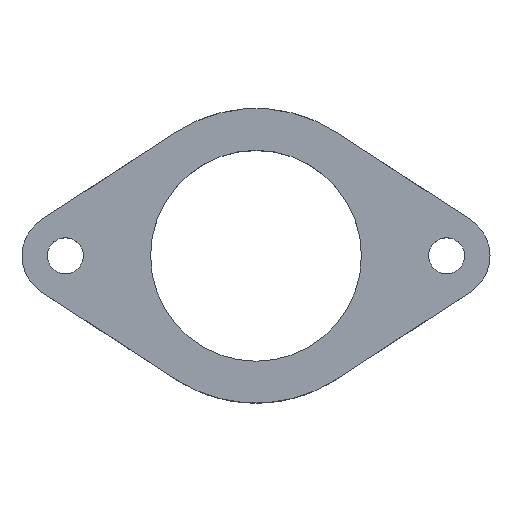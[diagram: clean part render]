
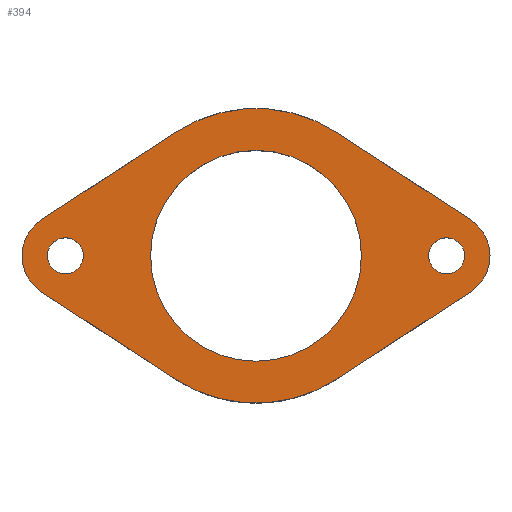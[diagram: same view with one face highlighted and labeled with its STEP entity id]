
A CAD part, top view. The second image highlights one B-rep face of the part: STEP entity #394.
In plain terms, the highlighted planar face has unit normal (0, 0, 1).
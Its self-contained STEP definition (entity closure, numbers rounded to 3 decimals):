
#92=FACE_BOUND('',#174,.T.);
#93=FACE_BOUND('',#175,.T.);
#94=FACE_BOUND('',#176,.T.);
#100=LINE('',#667,#120);
#103=LINE('',#673,#123);
#106=LINE('',#679,#126);
#109=LINE('',#685,#129);
#120=VECTOR('',#513,10.);
#123=VECTOR('',#518,10.);
#126=VECTOR('',#523,10.);
#129=VECTOR('',#528,10.);
#142=PLANE('',#445);
#155=FACE_OUTER_BOUND('',#173,.T.);
#173=EDGE_LOOP('',(#348,#349,#350,#351,#352,#353,#354,#355));
#174=EDGE_LOOP('',(#356));
#175=EDGE_LOOP('',(#357));
#176=EDGE_LOOP('',(#358));
#191=CIRCLE('',#440,1.5);
#192=CIRCLE('',#442,1.5);
#193=CIRCLE('',#444,0.625);
#194=CIRCLE('',#446,5.1);
#195=CIRCLE('',#447,5.1);
#196=CIRCLE('',#448,3.65);
#197=CIRCLE('',#449,0.625);
#242=VERTEX_POINT('',#665);
#243=VERTEX_POINT('',#666);
#244=VERTEX_POINT('',#671);
#245=VERTEX_POINT('',#672);
#246=VERTEX_POINT('',#677);
#247=VERTEX_POINT('',#678);
#248=VERTEX_POINT('',#683);
#249=VERTEX_POINT('',#684);
#250=VERTEX_POINT('',#693);
#251=VERTEX_POINT('',#699);
#252=VERTEX_POINT('',#701);
#272=EDGE_CURVE('',#242,#243,#100,.T.);
#275=EDGE_CURVE('',#244,#245,#103,.T.);
#278=EDGE_CURVE('',#246,#247,#106,.T.);
#281=EDGE_CURVE('',#248,#249,#109,.T.);
#284=EDGE_CURVE('',#243,#244,#191,.T.);
#285=EDGE_CURVE('',#249,#246,#192,.T.);
#287=EDGE_CURVE('',#250,#250,#193,.T.);
#288=EDGE_CURVE('',#245,#248,#194,.T.);
#289=EDGE_CURVE('',#247,#242,#195,.T.);
#290=EDGE_CURVE('',#251,#251,#196,.T.);
#291=EDGE_CURVE('',#252,#252,#197,.T.);
#348=ORIENTED_EDGE('',*,*,#284,.T.);
#349=ORIENTED_EDGE('',*,*,#275,.T.);
#350=ORIENTED_EDGE('',*,*,#288,.T.);
#351=ORIENTED_EDGE('',*,*,#281,.T.);
#352=ORIENTED_EDGE('',*,*,#285,.T.);
#353=ORIENTED_EDGE('',*,*,#278,.T.);
#354=ORIENTED_EDGE('',*,*,#289,.T.);
#355=ORIENTED_EDGE('',*,*,#272,.T.);
#356=ORIENTED_EDGE('',*,*,#290,.T.);
#357=ORIENTED_EDGE('',*,*,#291,.T.);
#358=ORIENTED_EDGE('',*,*,#287,.T.);
#394=ADVANCED_FACE('',(#155,#92,#93,#94),#142,.T.);
#440=AXIS2_PLACEMENT_3D('',#689,#533,#534);
#442=AXIS2_PLACEMENT_3D('',#691,#537,#538);
#444=AXIS2_PLACEMENT_3D('',#695,#542,#543);
#445=AXIS2_PLACEMENT_3D('',#696,#544,#545);
#446=AXIS2_PLACEMENT_3D('',#697,#546,#547);
#447=AXIS2_PLACEMENT_3D('',#698,#548,#549);
#448=AXIS2_PLACEMENT_3D('',#700,#550,#551);
#449=AXIS2_PLACEMENT_3D('',#702,#552,#553);
#513=DIRECTION('',(0.838,0.545,0.));
#518=DIRECTION('',(-0.838,0.545,0.));
#523=DIRECTION('',(0.838,-0.545,0.));
#528=DIRECTION('',(-0.838,-0.545,0.));
#533=DIRECTION('center_axis',(0.,0.,1.));
#534=DIRECTION('ref_axis',(1.,0.,0.));
#537=DIRECTION('center_axis',(0.,0.,1.));
#538=DIRECTION('ref_axis',(1.,0.,0.));
#542=DIRECTION('center_axis',(0.,0.,-1.));
#543=DIRECTION('ref_axis',(-1.,0.,0.));
#544=DIRECTION('center_axis',(0.,0.,1.));
#545=DIRECTION('ref_axis',(1.,0.,0.));
#546=DIRECTION('center_axis',(0.,0.,1.));
#547=DIRECTION('ref_axis',(1.,0.,0.));
#548=DIRECTION('center_axis',(0.,0.,1.));
#549=DIRECTION('ref_axis',(1.,0.,0.));
#550=DIRECTION('center_axis',(0.,0.,-1.));
#551=DIRECTION('ref_axis',(-1.,0.,0.));
#552=DIRECTION('center_axis',(0.,0.,-1.));
#553=DIRECTION('ref_axis',(-1.,0.,0.));
#665=CARTESIAN_POINT('',(-12.285,-3.275,0.));
#666=CARTESIAN_POINT('',(-7.649,-0.257,0.));
#667=CARTESIAN_POINT('',(-12.285,-3.275,0.));
#671=CARTESIAN_POINT('',(-7.649,2.257,0.));
#672=CARTESIAN_POINT('',(-12.285,5.275,0.));
#673=CARTESIAN_POINT('',(-7.649,2.257,0.));
#677=CARTESIAN_POINT('',(-22.485,-0.257,0.));
#678=CARTESIAN_POINT('',(-17.849,-3.275,0.));
#679=CARTESIAN_POINT('',(-22.485,-0.257,0.));
#683=CARTESIAN_POINT('',(-17.849,5.275,0.));
#684=CARTESIAN_POINT('',(-22.485,2.257,0.));
#685=CARTESIAN_POINT('',(-17.849,5.275,0.));
#689=CARTESIAN_POINT('Origin',(-8.467,1.,0.));
#691=CARTESIAN_POINT('Origin',(-21.667,1.,0.));
#693=CARTESIAN_POINT('',(-7.842,1.,0.));
#695=CARTESIAN_POINT('Origin',(-8.467,1.,0.));
#696=CARTESIAN_POINT('Origin',(-8.467,1.,0.));
#697=CARTESIAN_POINT('Origin',(-15.067,1.,0.));
#698=CARTESIAN_POINT('Origin',(-15.067,1.,0.));
#699=CARTESIAN_POINT('',(-11.417,1.,0.));
#700=CARTESIAN_POINT('Origin',(-15.067,1.,0.));
#701=CARTESIAN_POINT('',(-21.042,1.,0.));
#702=CARTESIAN_POINT('Origin',(-21.667,1.,0.));
